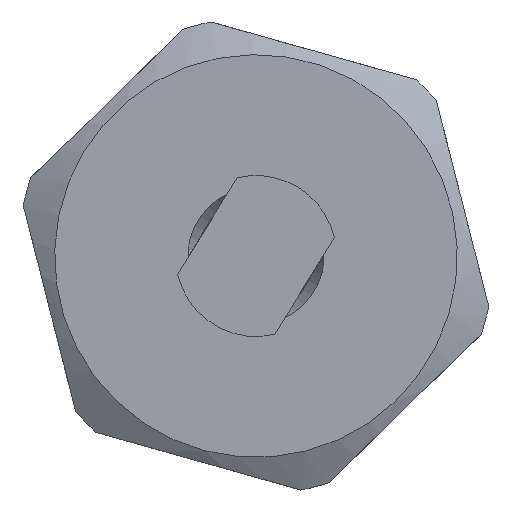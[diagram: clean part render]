
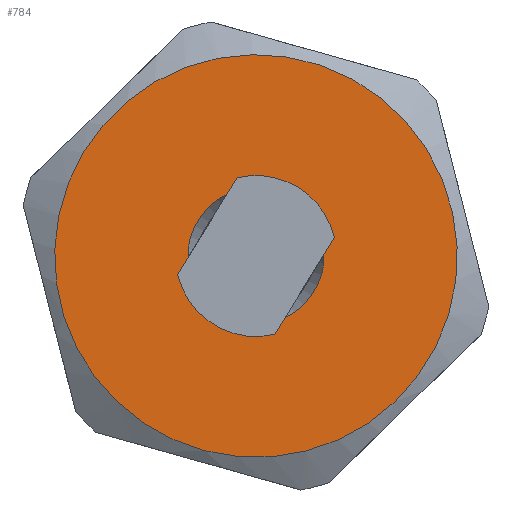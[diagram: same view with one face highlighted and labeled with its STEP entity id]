
A CAD part, left-side view. The second image highlights one B-rep face of the part: STEP entity #784.
In plain terms, the highlighted planar face has unit normal (-1, 0, 0).
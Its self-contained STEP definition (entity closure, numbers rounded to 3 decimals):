
#450=CARTESIAN_POINT('',(0.,3.0,0.));
#451=VERTEX_POINT('',#450);
#452=CARTESIAN_POINT('',(0.,0.,0.0));
#453=DIRECTION('',(1.0,0.0,0.0));
#454=DIRECTION('',(0.0,-1.0,0.0));
#455=AXIS2_PLACEMENT_3D('',#452,#453,#454);
#456=CIRCLE('',#455,3.0);
#457=EDGE_CURVE('',#451,#451,#456,.T.);
#661=CARTESIAN_POINT('',(0.,-1.016,0.0));
#662=VERTEX_POINT('',#661);
#663=CARTESIAN_POINT('',(0.,0.,0.0));
#664=DIRECTION('',(1.0,0.0,0.0));
#665=DIRECTION('',(0.0,-1.0,0.0));
#666=AXIS2_PLACEMENT_3D('',#663,#664,#665);
#667=CIRCLE('',#666,1.016);
#668=EDGE_CURVE('',#662,#662,#667,.T.);
#773=CARTESIAN_POINT('',(0.0,1.775,0.0));
#774=DIRECTION('',(-1.0,0.0,0.0));
#775=DIRECTION('',(0.0,0.0,1.0));
#776=AXIS2_PLACEMENT_3D('',#773,#774,#775);
#777=PLANE('',#776);
#778=ORIENTED_EDGE('',*,*,#457,.F.);
#779=EDGE_LOOP('',(#778));
#780=FACE_OUTER_BOUND('',#779,.T.);
#781=ORIENTED_EDGE('',*,*,#668,.T.);
#782=EDGE_LOOP('',(#781));
#783=FACE_BOUND('',#782,.T.);
#784=ADVANCED_FACE('',(#780,#783),#777,.T.);
